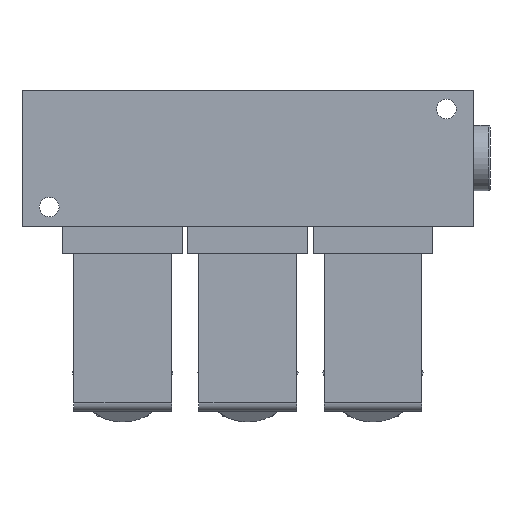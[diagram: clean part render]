
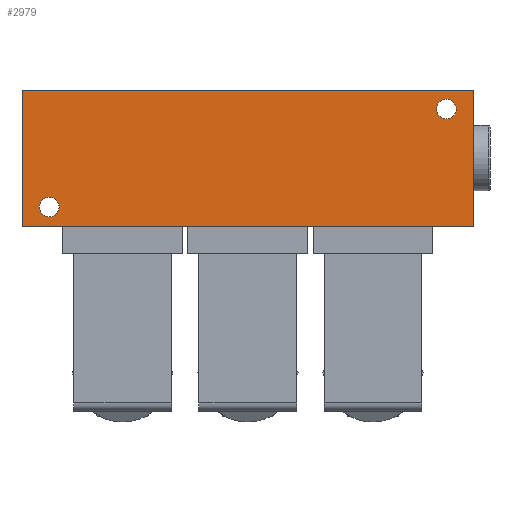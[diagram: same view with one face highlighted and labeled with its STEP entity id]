
A CAD part, front view. The second image highlights one B-rep face of the part: STEP entity #2979.
In plain terms, the highlighted planar face has unit normal (0, -1, 0).
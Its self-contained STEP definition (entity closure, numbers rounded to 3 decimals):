
#81=PLANE('',#3241);
#215=CIRCLE('',#3242,1.8);
#216=CIRCLE('',#3243,1.8);
#576=ORIENTED_EDGE('',*,*,#1350,.T.);
#577=ORIENTED_EDGE('',*,*,#1351,.F.);
#578=ORIENTED_EDGE('',*,*,#1352,.T.);
#579=ORIENTED_EDGE('',*,*,#1353,.F.);
#580=ORIENTED_EDGE('',*,*,#1354,.F.);
#581=ORIENTED_EDGE('',*,*,#1348,.T.);
#1348=EDGE_CURVE('',#1725,#1724,#1984,.T.);
#1350=EDGE_CURVE('',#1726,#1726,#215,.T.);
#1351=EDGE_CURVE('',#1727,#1727,#216,.T.);
#1352=EDGE_CURVE('',#1724,#1728,#1986,.T.);
#1353=EDGE_CURVE('',#1729,#1728,#1987,.T.);
#1354=EDGE_CURVE('',#1725,#1729,#1988,.T.);
#1724=VERTEX_POINT('',#4813);
#1725=VERTEX_POINT('',#4815);
#1726=VERTEX_POINT('',#4819);
#1727=VERTEX_POINT('',#4821);
#1728=VERTEX_POINT('',#4823);
#1729=VERTEX_POINT('',#4825);
#1984=LINE('',#4814,#2206);
#1986=LINE('',#4822,#2208);
#1987=LINE('',#4824,#2209);
#1988=LINE('',#4826,#2210);
#2206=VECTOR('',#3777,1000.);
#2208=VECTOR('',#3785,1000.);
#2209=VECTOR('',#3786,1000.);
#2210=VECTOR('',#3787,1000.);
#2362=EDGE_LOOP('',(#576));
#2363=EDGE_LOOP('',(#577));
#2364=EDGE_LOOP('',(#578,#579,#580,#581));
#2654=FACE_BOUND('',#2362,.T.);
#2655=FACE_BOUND('',#2363,.T.);
#2656=FACE_BOUND('',#2364,.T.);
#2979=ADVANCED_FACE('',(#2654,#2655,#2656),#81,.F.);
#3241=AXIS2_PLACEMENT_3D('',#4817,#3779,#3780);
#3242=AXIS2_PLACEMENT_3D('',#4818,#3781,#3782);
#3243=AXIS2_PLACEMENT_3D('',#4820,#3783,#3784);
#3777=DIRECTION('',(0.,0.,-1.));
#3779=DIRECTION('',(0.,1.,0.));
#3780=DIRECTION('',(0.,0.,1.));
#3781=DIRECTION('',(0.,1.,0.));
#3782=DIRECTION('',(0.,0.,1.));
#3783=DIRECTION('',(0.,-1.,0.));
#3784=DIRECTION('',(0.,0.,-1.));
#3785=DIRECTION('',(1.,0.,0.));
#3786=DIRECTION('',(0.,0.,-1.));
#3787=DIRECTION('',(1.,0.,0.));
#4813=CARTESIAN_POINT('',(-41.5,0.,-12.5));
#4814=CARTESIAN_POINT('',(-41.5,0.,12.5));
#4815=CARTESIAN_POINT('',(-41.5,0.,12.5));
#4817=CARTESIAN_POINT('',(-41.5,0.,12.5));
#4818=CARTESIAN_POINT('',(-36.5,0.,-9.));
#4819=CARTESIAN_POINT('',(-36.5,0.,-7.2));
#4820=CARTESIAN_POINT('',(36.5,0.,9.));
#4821=CARTESIAN_POINT('',(36.5,0.,7.2));
#4822=CARTESIAN_POINT('',(-41.5,0.,-12.5));
#4823=CARTESIAN_POINT('',(41.5,0.,-12.5));
#4824=CARTESIAN_POINT('',(41.5,0.,12.5));
#4825=CARTESIAN_POINT('',(41.5,0.,12.5));
#4826=CARTESIAN_POINT('',(-41.5,0.,12.5));
